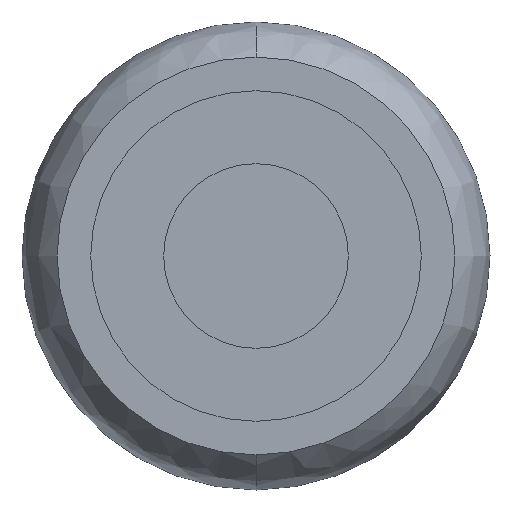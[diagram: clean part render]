
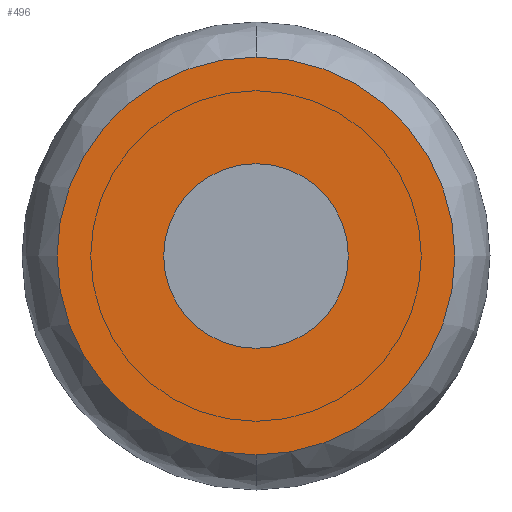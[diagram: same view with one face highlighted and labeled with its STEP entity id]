
A CAD part, front view. The second image highlights one B-rep face of the part: STEP entity #496.
In plain terms, the highlighted planar face has unit normal (0, -1, 0).
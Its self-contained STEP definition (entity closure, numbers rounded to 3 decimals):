
#8 = AXIS2_PLACEMENT_3D ( 'NONE', #815, #816, #817 ) ;
#10 = EDGE_CURVE ( 'NONE', #732, #731, #170, .T. ) ;
#31 = EDGE_CURVE ( 'NONE', #734, #733, #426, .T. ) ;
#98 = EDGE_LOOP ( 'NONE', ( #232, #233 ) ) ;
#100 = EDGE_LOOP ( 'NONE', ( #234, #235 ) ) ;
#170 = CIRCLE ( 'NONE', #8, 15.13 ) ;
#232 = ORIENTED_EDGE ( 'NONE', *, *, #1670, .F. ) ;
#233 = ORIENTED_EDGE ( 'NONE', *, *, #10, .F. ) ;
#234 = ORIENTED_EDGE ( 'NONE', *, *, #31, .T. ) ;
#235 = ORIENTED_EDGE ( 'NONE', *, *, #1667, .T. ) ;
#426 = CIRCLE ( 'NONE', #1728, 7.019 ) ;
#468 = FACE_OUTER_BOUND ( 'NONE', #98, .T. ) ;
#471 = FACE_BOUND ( 'NONE', #100, .T. ) ;
#496 = ADVANCED_FACE ( 'NONE', ( #468, #471 ), #1050, .T. ) ;
#565 = CARTESIAN_POINT ( 'NONE',  ( 0., -5.5, 0. ) ) ;
#567 = DIRECTION ( 'NONE',  ( 0., 1., 0. ) ) ;
#568 = DIRECTION ( 'NONE',  ( 0., 0., 1. ) ) ;
#712 = DIRECTION ( 'NONE',  ( 0., 1., 0. ) ) ;
#716 = DIRECTION ( 'NONE',  ( 0., 0., 1. ) ) ;
#731 = VERTEX_POINT ( 'NONE', #1436 ) ;
#732 = VERTEX_POINT ( 'NONE', #1426 ) ;
#733 = VERTEX_POINT ( 'NONE', #1437 ) ;
#734 = VERTEX_POINT ( 'NONE', #1438 ) ;
#815 = CARTESIAN_POINT ( 'NONE',  ( 0., -5.5, 0. ) ) ;
#816 = DIRECTION ( 'NONE',  ( 0., 1., 0. ) ) ;
#817 = DIRECTION ( 'NONE',  ( 0., 0., 1. ) ) ;
#872 = CARTESIAN_POINT ( 'NONE',  ( 0., -5.5, 0. ) ) ;
#873 = DIRECTION ( 'NONE',  ( 0., 1., 0. ) ) ;
#874 = DIRECTION ( 'NONE',  ( 0., 0., 1. ) ) ;
#1049 = CARTESIAN_POINT ( 'NONE',  ( -15.13, -5.5, 0. ) ) ;
#1050 = PLANE ( 'NONE',  #1756 ) ;
#1051 = DIRECTION ( 'NONE',  ( 0., -1., 0. ) ) ;
#1052 = DIRECTION ( 'NONE',  ( 0., 0., -1. ) ) ;
#1426 = CARTESIAN_POINT ( 'NONE',  ( 0., -5.5, -15.13 ) ) ;
#1436 = CARTESIAN_POINT ( 'NONE',  ( 0., -5.5, 15.13 ) ) ;
#1437 = CARTESIAN_POINT ( 'NONE',  ( 0., -5.5, -7.019 ) ) ;
#1438 = CARTESIAN_POINT ( 'NONE',  ( 0., -5.5, 7.019 ) ) ;
#1667 = EDGE_CURVE ( 'NONE', #733, #734, #2073, .T. ) ;
#1670 = EDGE_CURVE ( 'NONE', #731, #732, #2077, .T. ) ;
#1728 = AXIS2_PLACEMENT_3D ( 'NONE', #872, #873, #874 ) ;
#1756 = AXIS2_PLACEMENT_3D ( 'NONE', #1049, #1051, #1052 ) ;
#1833 = AXIS2_PLACEMENT_3D ( 'NONE', #1886, #712, #716 ) ;
#1835 = AXIS2_PLACEMENT_3D ( 'NONE', #565, #567, #568 ) ;
#1886 = CARTESIAN_POINT ( 'NONE',  ( 0., -5.5, 0. ) ) ;
#2073 = CIRCLE ( 'NONE', #1833, 7.019 ) ;
#2077 = CIRCLE ( 'NONE', #1835, 15.13 ) ;
